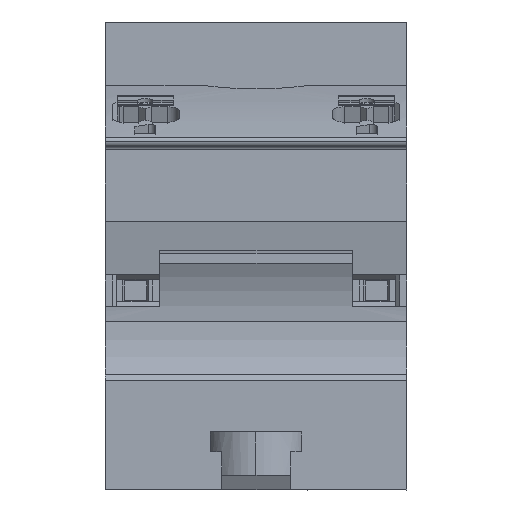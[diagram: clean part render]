
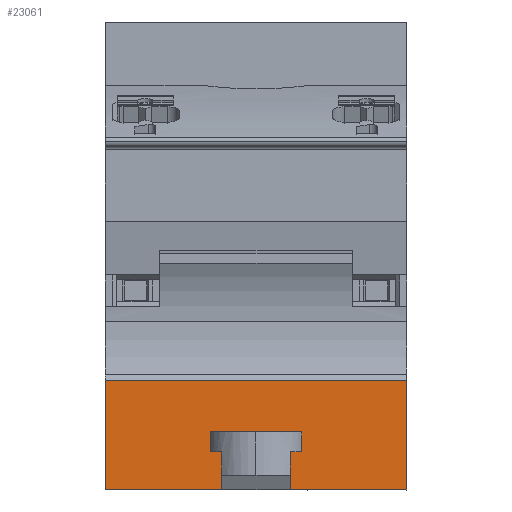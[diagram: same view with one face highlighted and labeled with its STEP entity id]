
A CAD part, front view. The second image highlights one B-rep face of the part: STEP entity #23061.
In plain terms, the highlighted face is planar.
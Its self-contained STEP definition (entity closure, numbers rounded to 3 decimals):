
#1390=VERTEX_POINT('',#30139);
#1394=VERTEX_POINT('',#30147);
#3563=VERTEX_POINT('',#40569);
#3564=VERTEX_POINT('',#40570);
#3565=VERTEX_POINT('',#40572);
#3566=VERTEX_POINT('',#40574);
#3567=VERTEX_POINT('',#40577);
#3568=VERTEX_POINT('',#40579);
#3569=VERTEX_POINT('',#40581);
#3570=VERTEX_POINT('',#40583);
#3571=VERTEX_POINT('',#40585);
#3572=VERTEX_POINT('',#40587);
#3573=VERTEX_POINT('',#40589);
#3574=VERTEX_POINT('',#40591);
#3706=VECTOR('',#24942,1.);
#6135=VECTOR('',#29808,1.);
#6136=VECTOR('',#29809,1.);
#6137=VECTOR('',#29810,1.);
#6138=VECTOR('',#29811,1.);
#6139=VECTOR('',#29812,1.);
#6140=VECTOR('',#29813,1.);
#6141=VECTOR('',#29814,1.);
#6142=VECTOR('',#29815,1.);
#6143=VECTOR('',#29816,1.);
#6144=VECTOR('',#29817,1.);
#6145=VECTOR('',#29818,1.);
#6146=VECTOR('',#29819,1.);
#6147=VECTOR('',#29820,1.);
#6339=LINE('',#30148,#3706);
#8768=LINE('',#40568,#6135);
#8769=LINE('',#40571,#6136);
#8770=LINE('',#40573,#6137);
#8771=LINE('',#40575,#6138);
#8772=LINE('',#40576,#6139);
#8773=LINE('',#40578,#6140);
#8774=LINE('',#40580,#6141);
#8775=LINE('',#40582,#6142);
#8776=LINE('',#40584,#6143);
#8777=LINE('',#40586,#6144);
#8778=LINE('',#40588,#6145);
#8779=LINE('',#40590,#6146);
#8780=LINE('',#40592,#6147);
#8974=EDGE_CURVE('',#1394,#1390,#6339,.T.);
#12229=EDGE_CURVE('',#3563,#3564,#8768,.F.);
#12230=EDGE_CURVE('',#3565,#3563,#8769,.T.);
#12231=EDGE_CURVE('',#3566,#3565,#8770,.F.);
#12232=EDGE_CURVE('',#1390,#3566,#8771,.T.);
#12233=EDGE_CURVE('',#3567,#1394,#8772,.F.);
#12234=EDGE_CURVE('',#3567,#3568,#8773,.T.);
#12235=EDGE_CURVE('',#3568,#3569,#8774,.T.);
#12236=EDGE_CURVE('',#3569,#3570,#8775,.T.);
#12237=EDGE_CURVE('',#3570,#3571,#8776,.T.);
#12238=EDGE_CURVE('',#3572,#3571,#8777,.F.);
#12239=EDGE_CURVE('',#3572,#3573,#8778,.T.);
#12240=EDGE_CURVE('',#3573,#3574,#8779,.F.);
#12241=EDGE_CURVE('',#3564,#3574,#8780,.T.);
#18606=ORIENTED_EDGE('',*,*,#12229,.F.);
#18607=ORIENTED_EDGE('',*,*,#12230,.F.);
#18608=ORIENTED_EDGE('',*,*,#12231,.F.);
#18609=ORIENTED_EDGE('',*,*,#12232,.F.);
#18610=ORIENTED_EDGE('',*,*,#8974,.F.);
#18611=ORIENTED_EDGE('',*,*,#12233,.F.);
#18612=ORIENTED_EDGE('',*,*,#12234,.T.);
#18613=ORIENTED_EDGE('',*,*,#12235,.T.);
#18614=ORIENTED_EDGE('',*,*,#12236,.T.);
#18615=ORIENTED_EDGE('',*,*,#12237,.T.);
#18616=ORIENTED_EDGE('',*,*,#12238,.F.);
#18617=ORIENTED_EDGE('',*,*,#12239,.T.);
#18618=ORIENTED_EDGE('',*,*,#12240,.T.);
#18619=ORIENTED_EDGE('',*,*,#12241,.F.);
#20556=EDGE_LOOP('',(#18606,#18607,#18608,#18609,#18610,#18611,#18612,#18613,
#18614,#18615,#18616,#18617,#18618,#18619));
#21831=FACE_BOUND('',#20556,.T.);
#23061=ADVANCED_FACE('',(#21831),#41879,.F.);
#24828=AXIS2_PLACEMENT_3D('',#40567,#29807,$);
#24942=DIRECTION('',(0.,0.,1.));
#29807=DIRECTION('',(-1.,0.,0.));
#29808=DIRECTION('',(0.,0.,-1.));
#29809=DIRECTION('',(0.,-1.,0.));
#29810=DIRECTION('',(0.,0.,1.));
#29811=DIRECTION('',(0.,1.,0.));
#29812=DIRECTION('',(0.,1.,0.));
#29813=DIRECTION('',(0.,1.,0.));
#29814=DIRECTION('',(0.,0.,1.));
#29815=DIRECTION('',(0.,1.,0.));
#29816=DIRECTION('',(0.,0.,-1.));
#29817=DIRECTION('',(0.,-1.,0.));
#29818=DIRECTION('',(0.,0.,1.));
#29819=DIRECTION('',(0.,1.,0.));
#29820=DIRECTION('',(0.,1.,0.));
#30139=CARTESIAN_POINT('',(44.5,-6.,-100.141));
#30147=CARTESIAN_POINT('',(44.5,-6.,-111.941));
#30148=CARTESIAN_POINT('',(44.5,-6.,-115.441));
#40567=CARTESIAN_POINT('',(44.5,5.163,-100.141));
#40568=CARTESIAN_POINT('',(44.5,-6.,-115.441));
#40569=CARTESIAN_POINT('',(44.5,-6.,-130.741));
#40570=CARTESIAN_POINT('',(44.5,-6.,-118.941));
#40571=CARTESIAN_POINT('',(44.5,7.081,-130.741));
#40572=CARTESIAN_POINT('',(44.5,5.163,-130.741));
#40573=CARTESIAN_POINT('',(44.5,5.163,-115.441));
#40574=CARTESIAN_POINT('',(44.5,5.163,-100.141));
#40575=CARTESIAN_POINT('',(44.5,7.031,-100.141));
#40576=CARTESIAN_POINT('',(44.5,0.331,-111.941));
#40577=CARTESIAN_POINT('',(44.5,-4.5,-111.941));
#40578=CARTESIAN_POINT('',(44.5,0.331,-111.941));
#40579=CARTESIAN_POINT('',(44.5,-2.1,-111.941));
#40580=CARTESIAN_POINT('',(44.5,-2.1,-110.341));
#40581=CARTESIAN_POINT('',(44.5,-2.1,-110.778));
#40582=CARTESIAN_POINT('',(44.5,-4.5,-110.778));
#40583=CARTESIAN_POINT('',(44.5,-0.1,-110.778));
#40584=CARTESIAN_POINT('',(44.5,-0.1,-104.979));
#40585=CARTESIAN_POINT('',(44.5,-0.1,-120.105));
#40586=CARTESIAN_POINT('',(44.5,-4.5,-120.105));
#40587=CARTESIAN_POINT('',(44.5,-2.1,-120.105));
#40588=CARTESIAN_POINT('',(44.5,-2.1,-110.341));
#40589=CARTESIAN_POINT('',(44.5,-2.1,-118.941));
#40590=CARTESIAN_POINT('',(44.5,0.731,-118.941));
#40591=CARTESIAN_POINT('',(44.5,-4.5,-118.941));
#40592=CARTESIAN_POINT('',(44.5,0.731,-118.941));
#41879=PLANE('',#24828);
